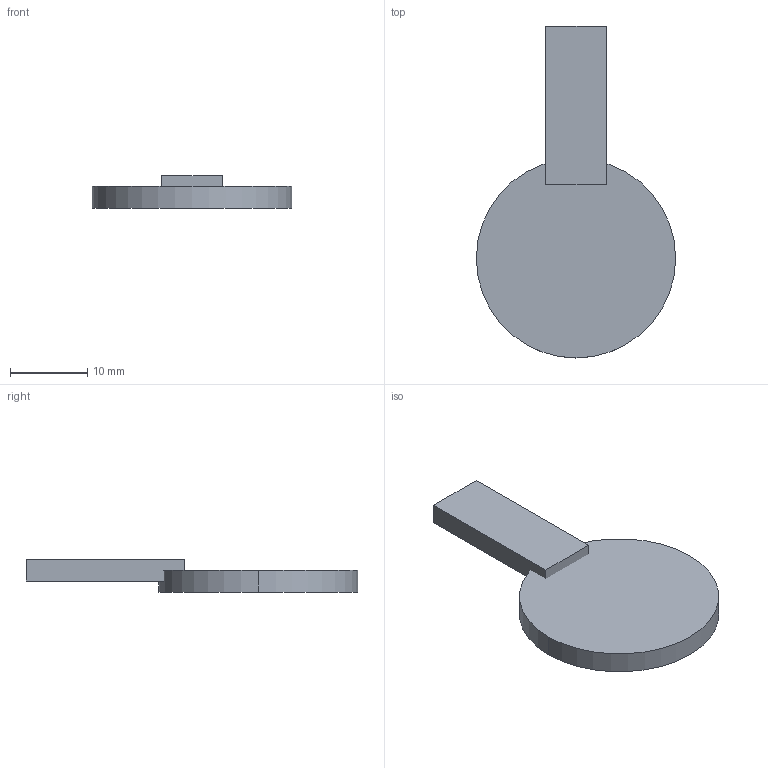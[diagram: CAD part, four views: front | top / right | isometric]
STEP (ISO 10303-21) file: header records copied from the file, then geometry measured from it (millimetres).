
FILE_DESCRIPTION(/* description */ (''),/* implementation_level */ '2;1');
FILE_NAME(/* name */ 'led',/* time_stamp */ '2025-06-23T18:11:00+02:00',/* author */ (''),/* organization */ (''),/* preprocessor_version */ 'ST-DEVELOPER v19.2',/* originating_system */ 'Rhino 8.12',/* authorisation */ '');
FILE_SCHEMA (('CONFIG_CONTROL_DESIGN'));
Length unit declared in the file: millimetre
Products named in the file (1): Document
Bounding box: 25.75 x 42.88 x 4.21 mm (x, y, z)
Volume: 1916.3 mm3; surface area: 1748.2 mm2
Topology: 2 solids, 2 shells, 10 faces, 18 edges, 12 vertices
Faces by surface type: plane 8, cylinder 2
Entity records: 316 total; most frequent: CARTESIAN_POINT 64, ORIENTED_EDGE 36, DIRECTION 22, EDGE_CURVE 18, AXIS2_PLACEMENT_3D 16, B_SPLINE_CURVE_WITH_KNOTS 12, VERTEX_POINT 12, ADVANCED_FACE 10
